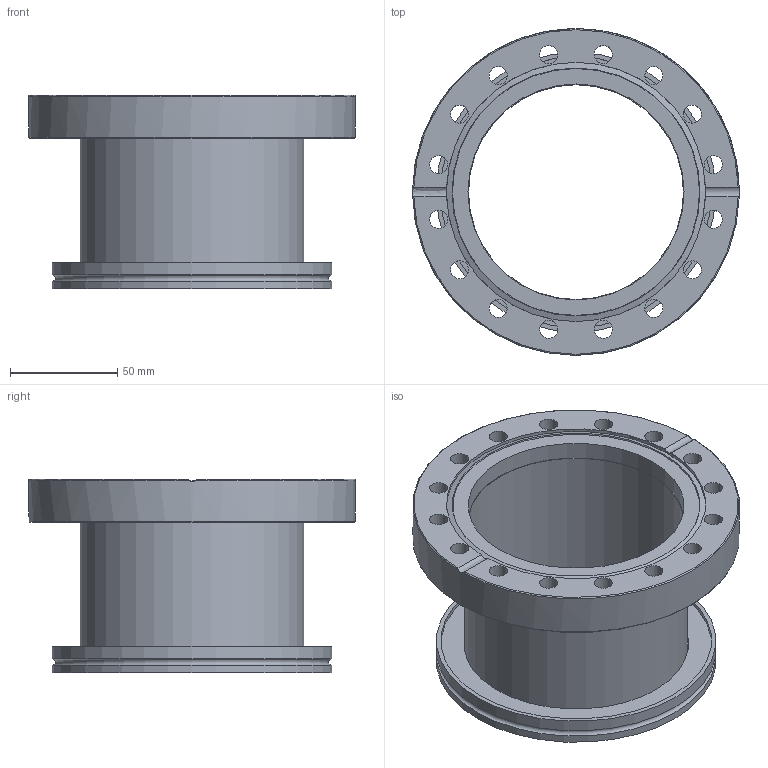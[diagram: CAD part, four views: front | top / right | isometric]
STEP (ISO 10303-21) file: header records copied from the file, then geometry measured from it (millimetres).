
FILE_DESCRIPTION((''),'2;1');
FILE_NAME('SA1010.stp','2009-03-06T13:01:14',('hasers'),(''),'Autodesk Inventor 2008','Autodesk Inventor 2008','');
FILE_SCHEMA(('AUTOMOTIVE_DESIGN { 1 0 10303 214 1 1 1 1 }'));
Length unit declared in the file: millimetre
Products named in the file (4): SA1010; ISO [Category [Summary]=1.4301][Title [Summary]=ISO100B104]; CF-07 [Keywords [Summary]=1.4301][Company [Summary]=Vacom][Title [Summary]=F100B104]; Rohre [Subject [Summary]=normal][Keywords [Summary]=1.4301][Title [Summary]=104x2,0 (0,5m)]_1
Assembly tree (3 placements, depth 2):
  SA1010
    ISO [Category [Summary]=1.4301][Title [Summary]=ISO100B104]
    CF-07 [Keywords [Summary]=1.4301][Company [Summary]=Vacom][Title [Summary]=F100B104]
    Rohre [Subject [Summary]=normal][Keywords [Summary]=1.4301][Title [Summary]=104x2,0 (0,5m)]_1
Bounding box: 152 x 152 x 90 mm (x, y, z)
Volume: 273768.6 mm3; surface area: 111597.8 mm2
Topology: 3 solids, 3 shells, 50 faces, 131 edges, 91 vertices
Faces by surface type: bspline 20, cylinder 11, plane 11, torus 5, cone 3
Full cylindrical faces by diameter (mm): 100 x1, 100.5 x1, 102 x1, 104 x1, 104.3 x1, 120.6 x1, 126 x1, 130 x2, 152 x1
Entity records: 1790 total; most frequent: CARTESIAN_POINT 647, DIRECTION 208, ORIENTED_EDGE 154, EDGE_LOOP 126, AXIS2_PLACEMENT_3D 102, EDGE_CURVE 77, FACE_BOUND 76, VERTEX_POINT 71
